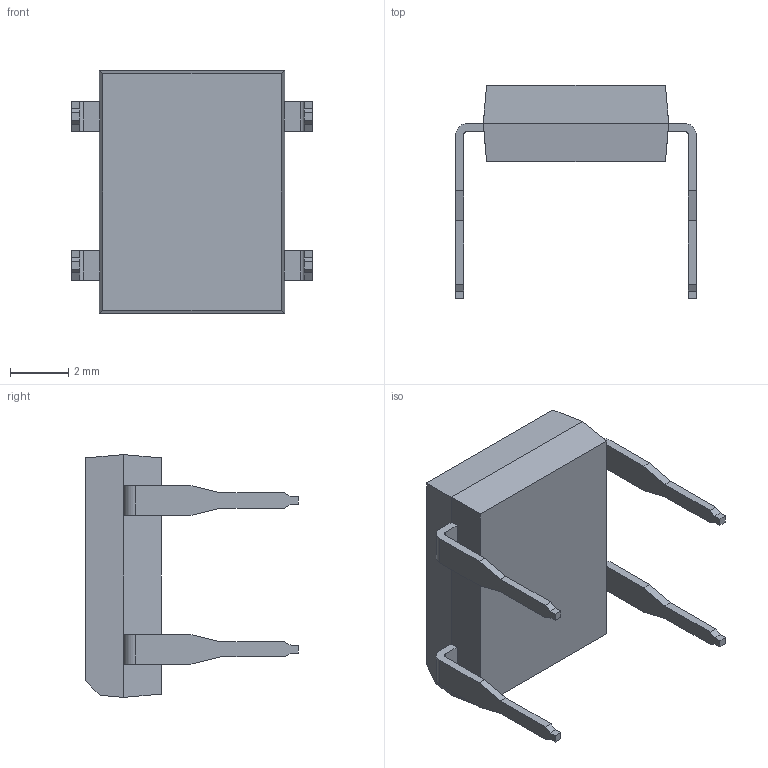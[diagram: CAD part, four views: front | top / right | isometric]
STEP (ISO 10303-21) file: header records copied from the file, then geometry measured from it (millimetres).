
FILE_DESCRIPTION (( 'STEP AP214' ), '1' );
FILE_NAME ('DBL101G.STEP', '2022-01-21T11:02:59', ( '' ), ( '' ), 'SwSTEP 2.0', 'SolidWorks 2017', '' );
FILE_SCHEMA (( 'AUTOMOTIVE_DESIGN' ));
Length unit declared in the file: millimetre
Products named in the file (1): DBL101G
Bounding box: 8.25 x 7.29 x 8.31 mm (x, y, z)
Volume: 137.8 mm3; surface area: 231.5 mm2
Topology: 9 solids, 9 shells, 167 faces, 431 edges, 286 vertices
Faces by surface type: plane 127, bspline 32, cylinder 8
Entity records: 6471 total; most frequent: CARTESIAN_POINT 2485, ORIENTED_EDGE 862, DIRECTION 655, EDGE_CURVE 431, LINE 351, VECTOR 351, VERTEX_POINT 286, EDGE_LOOP 171
